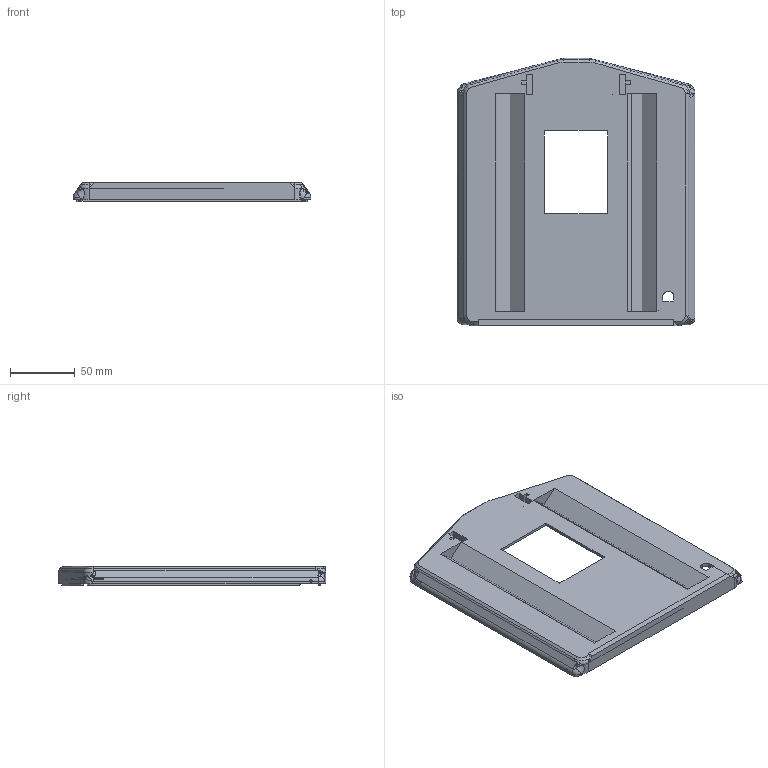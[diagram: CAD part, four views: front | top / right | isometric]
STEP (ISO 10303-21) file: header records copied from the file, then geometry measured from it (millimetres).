
FILE_DESCRIPTION(/* description */ (''),/* implementation_level */ '2;1');
FILE_NAME(/* name */ 'TX_BACK_12A.step',/* time_stamp */ '2025-08-19T10:33:16+01:00',/* author */ (''),/* organization */ (''),/* preprocessor_version */ 'ST-DEVELOPER v20.1',/* originating_system */ 'Autodesk Translation Framework v14.10.0.0',/* authorisation */ '');
FILE_SCHEMA (('AUTOMOTIVE_DESIGN { 1 0 10303 214 3 1 1 }'));
Length unit declared in the file: millimetre
Products named in the file (1): TXV12a
Bounding box: 184 x 207.18 x 14.75 mm (x, y, z)
Volume: 171189.3 mm3; surface area: 87927 mm2
Topology: 1 solids, 3 shells, 399 faces, 1114 edges, 712 vertices
Faces by surface type: plane 187, cylinder 98, bspline 93, cone 10, torus 8, sphere 3
Full cylindrical faces by diameter (mm): 2 x5
Entity records: 16013 total; most frequent: CARTESIAN_POINT 6236, ORIENTED_EDGE 2222, DIRECTION 1766, EDGE_CURVE 1111, VERTEX_POINT 712, AXIS2_PLACEMENT_3D 590, LINE 586, VECTOR 586
